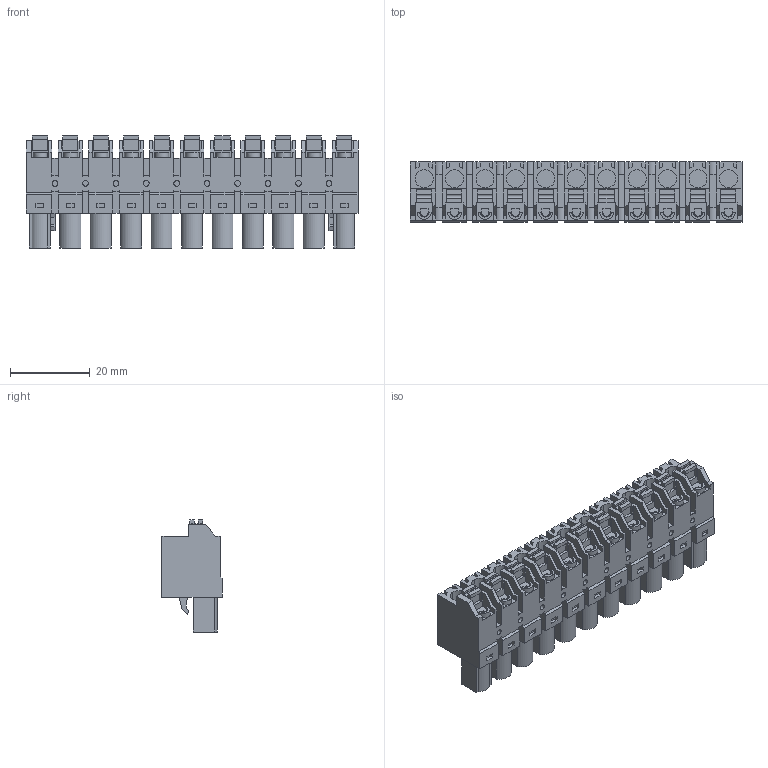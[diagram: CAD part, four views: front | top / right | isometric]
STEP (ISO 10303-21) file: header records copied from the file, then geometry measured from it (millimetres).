
FILE_DESCRIPTION(('CATIA V5 STEP Exchange','CAx-IF Rec.Pracs.--- Model Styling and Organization---1.2---2011-12-15'),'2;1');
FILE_NAME ('D1449879_0_1227390000_1227390000.stp','2017-04-08T11:32:22+00:00',('none'),('Weidmueller'),'CATIA Version 5-6 Release 2014','CATIA V5 STEP AP214','none');
FILE_SCHEMA(('AUTOMOTIVE_DESIGN { 1 0 10303 214 1 1 1 1 }'));
Length unit declared in the file: millimetre
Products named in the file (1): 1227390000
Bounding box: 83.14 x 15.05 x 28.07 mm (x, y, z)
Volume: 19301.7 mm3; surface area: 12733.2 mm2
Topology: 12 solids, 12 shells, 1093 faces, 3110 edges, 2140 vertices
Faces by surface type: plane 870, cylinder 213, extrusion 10
Entity records: 33066 total; most frequent: CARTESIAN_POINT 6571, ORIENTED_EDGE 6220, DIRECTION 4174, EDGE_CURVE 3110, VECTOR 2494, LINE 2484, VERTEX_POINT 2140, EDGE_LOOP 1192
